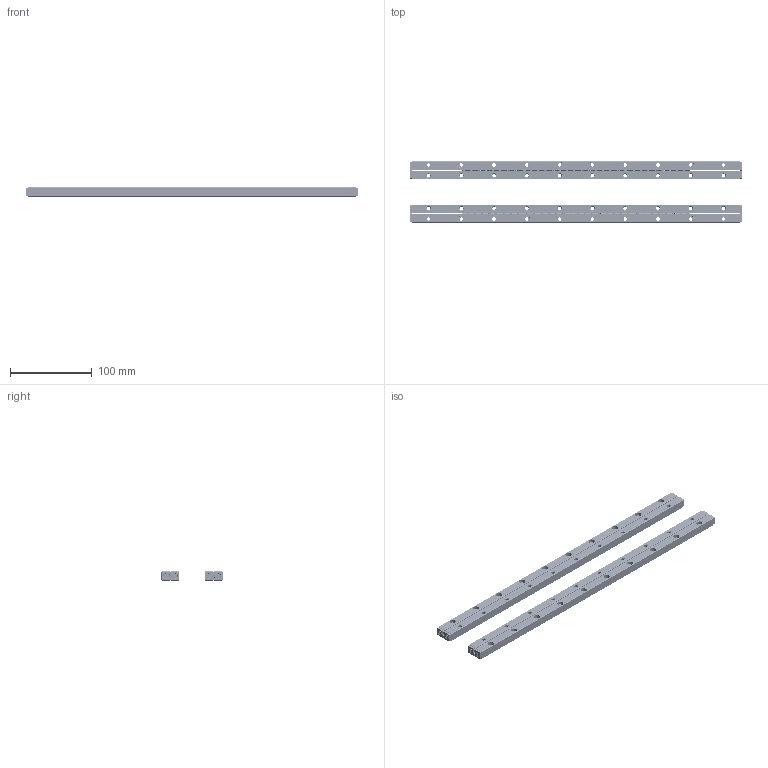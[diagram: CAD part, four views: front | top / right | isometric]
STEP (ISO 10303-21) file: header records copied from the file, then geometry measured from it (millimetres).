
FILE_DESCRIPTION(/* description */ (''),/* implementation_level */ '2;1');
FILE_NAME(/* name */ 'Set RSDE-4400x62KRE.stp',/* time_stamp */ '2018-12-10T18:22:00+01:00',/* author */ (''),/* organization */ (''),/* preprocessor_version */ 'ST-DEVELOPER v16.7',/* originating_system */ 'SIEMENS PLM Software NX 12.0',/* authorisation */ '');
FILE_SCHEMA (('AUTOMOTIVE_DESIGN { 1 0 10303 214 3 1 1 1 }'));
Length unit declared in the file: millimetre
Products named in the file (13): 027854_A_5-Body Cage R4x16KRE Female; 027853_A_5-Body Cage R4x16KRE Male; 019789_A_3-Roller Ø4x3; 027902_A_6-Body Cage R4x30KRE; DIN 963-M3x8-5.8_A_1-Slotted Countersunk Head Screw; 011471_C_1-Endplate GB-4; 005387_B_1-RSDE-4400; 032525_B_2-Endpiece GB-4 Black Assy; 028227_A_4-Roller Cage R4x16KRE Female Assy; 028226_A_4-Roller Cage R4x16KRE Male Assy; 028275_A_4-Roller Cage R4x30KRE -Assy; 035677_A_3-R4x62 KRE Combination-assy; 050020_A_1-Set RSDE-4400x62KRE
Assembly tree (87 placements, depth 4):
  050020_A_1-Set RSDE-4400x62KRE
    005387_B_1-RSDE-4400  x4
    035677_A_3-R4x62 KRE Combination-assy  x2
      028275_A_4-Roller Cage R4x30KRE -Assy
        027902_A_6-Body Cage R4x30KRE  x2
        019789_A_3-Roller Ø4x3  x30
      028226_A_4-Roller Cage R4x16KRE Male Assy
        027853_A_5-Body Cage R4x16KRE Male  x2
        019789_A_3-Roller Ø4x3  x16
      028227_A_4-Roller Cage R4x16KRE Female Assy
        027854_A_5-Body Cage R4x16KRE Female  x2
        019789_A_3-Roller Ø4x3  x16
    032525_B_2-Endpiece GB-4 Black Assy  x8
      011471_C_1-Endplate GB-4
      DIN 963-M3x8-5.8_A_1-Slotted Countersunk Head Screw
Bounding box: 405.1 x 75 x 11 mm (x, y, z)
Volume: 172707.2 mm3; surface area: 103338.9 mm2
Topology: 156 solids, 156 shells, 5492 faces, 14992 edges, 9736 vertices
Faces by surface type: cylinder 2460, plane 1664, torus 1000, cone 368
Full cylindrical faces by diameter (mm): 0.5 x520, 2 x124, 2.6 x8, 3 x8, 3.2 x16, 4 x124, 4.2 x40, 7.5 x40
Entity records: 40786 total; most frequent: CARTESIAN_POINT 8100, DIRECTION 7339, ORIENTED_EDGE 6288, EDGE_CURVE 3144, AXIS2_PLACEMENT_3D 3040, VERTEX_POINT 2161, CIRCLE 1690, EDGE_LOOP 1671
